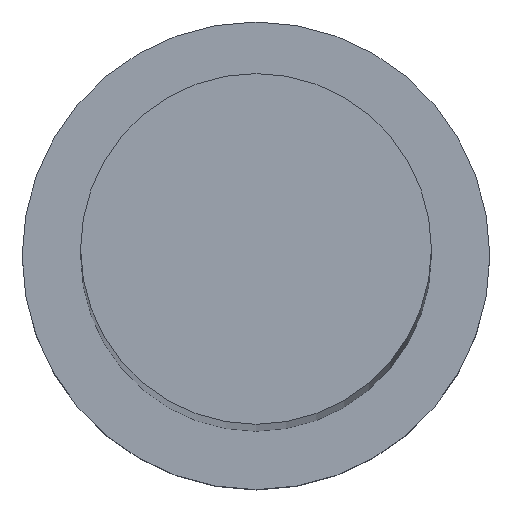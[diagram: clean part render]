
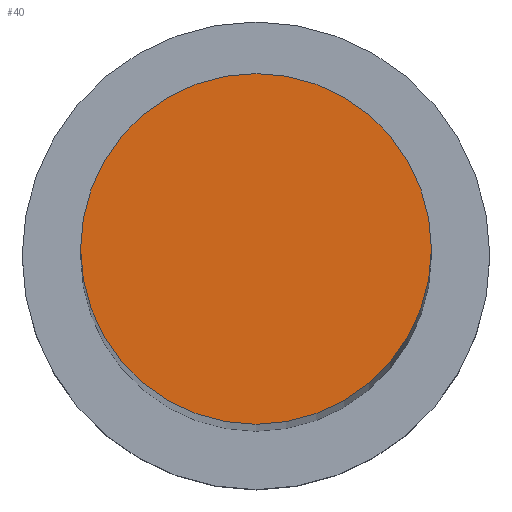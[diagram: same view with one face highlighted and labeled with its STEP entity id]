
A CAD part, top view. The second image highlights one B-rep face of the part: STEP entity #40.
In plain terms, the highlighted planar face has unit normal (0, 0, 1).
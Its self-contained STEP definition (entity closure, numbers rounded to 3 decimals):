
#40=ADVANCED_FACE('240[2]',(#85),#86,.T.);
#45=EDGE_CURVE('240[2]',#93,#93,#94,.T.);
#85=FACE_OUTER_BOUND('',#132,.T.);
#86=PLANE('',#133);
#93=VERTEX_POINT('',#142);
#94=CIRCLE('',#143,6.0);
#132=EDGE_LOOP('',(#177));
#133=AXIS2_PLACEMENT_3D('',#178,#179,#180);
#142=CARTESIAN_POINT('',(0.,6.,142.0));
#143=AXIS2_PLACEMENT_3D('',#187,#188,#189);
#177=ORIENTED_EDGE('',*,*,#45,.F.);
#178=CARTESIAN_POINT('',(0.,3.,142.0));
#179=DIRECTION('',(0.,0.,1.0));
#180=DIRECTION('',(1.0,0.,0.0));
#187=CARTESIAN_POINT('',(0.,0.,142.0));
#188=DIRECTION('',(0.,0.,-1.0));
#189=DIRECTION('',(0.,1.0,0.));
